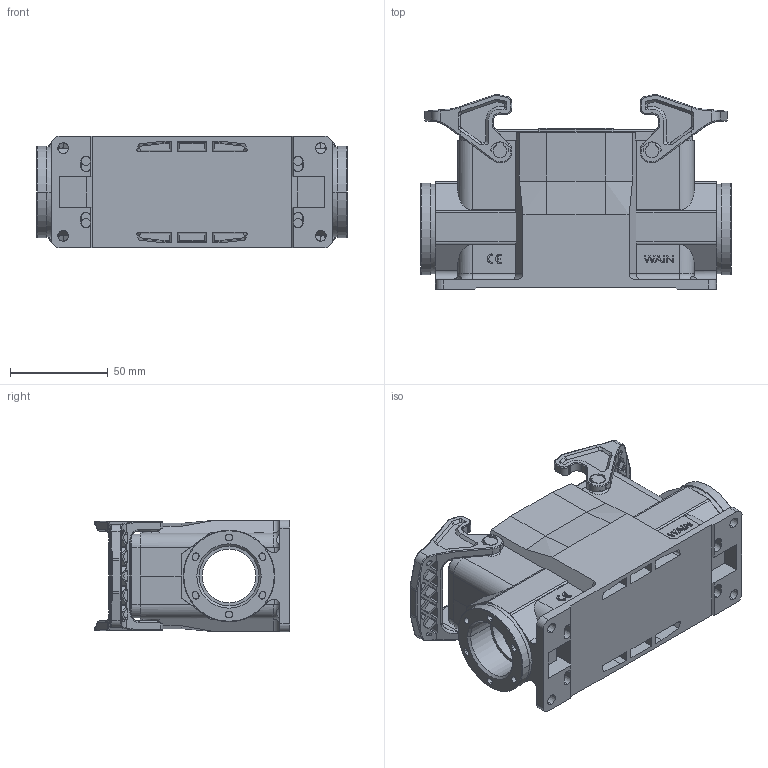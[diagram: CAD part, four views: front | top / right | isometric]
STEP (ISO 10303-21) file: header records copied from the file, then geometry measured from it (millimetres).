
FILE_DESCRIPTION((''),'2;1');
FILE_NAME('12','2023-12-29T',('yp.zhu'),(''),'PRO/ENGINEER BY PARAMETRIC TECHNOLOGY CORPORATION, 2012480','PRO/ENGINEER BY PARAMETRIC TECHNOLOGY CORPORATION, 2012480','');
FILE_SCHEMA(('CONFIG_CONTROL_DESIGN'));
Length unit declared in the file: inch
Products named in the file (1): 12
Bounding box: 159 x 99.91 x 57 mm (x, y, z)
Volume: 216550.5 mm3; surface area: 111754.1 mm2
Topology: 3 solids, 3 shells, 1468 faces, 4139 edges, 2727 vertices
Faces by surface type: plane 677, cylinder 493, bspline 104, torus 82, cone 74, extrusion 30, sphere 8
Entity records: 53053 total; most frequent: CARTESIAN_POINT 16597, ORIENTED_EDGE 8246, DIRECTION 6730, EDGE_CURVE 4123, VERTEX_POINT 2727, AXIS2_PLACEMENT_3D 2289, VECTOR 2152, LINE 2122
